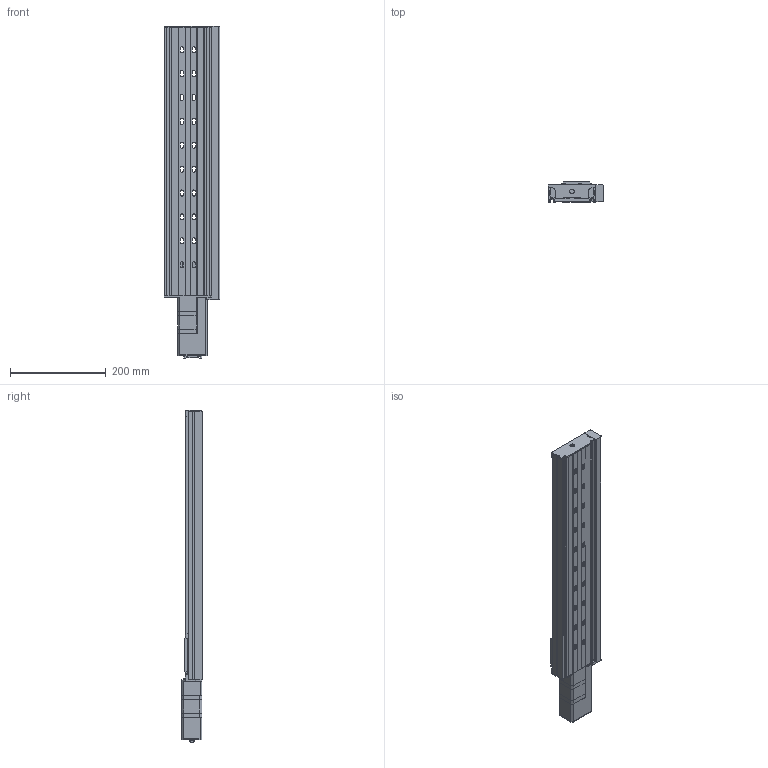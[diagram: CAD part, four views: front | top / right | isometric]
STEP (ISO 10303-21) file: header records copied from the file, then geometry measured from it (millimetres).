
FILE_DESCRIPTION (( 'STEP AP203' ), '1' );
FILE_NAME ('LRQ450xL-DE51T10A.step', '2023-05-17T23:58:03', ( '' ), ( '' ), 'SwSTEP 2.0', 'SolidWorks 2019', '' );
FILE_SCHEMA (( 'CONFIG_CONTROL_DESIGN' ));
Length unit declared in the file: millimetre
Products named in the file (4): NMS17_motor^LRQ_LRQ-T10A; LRQ_base^LRQ_LRQ450L-DE; LRQ_carriage^LRQ_LRQ; LRQ450xL-DE51T10A
Assembly tree (3 placements, depth 2):
  LRQ450xL-DE51T10A
    LRQ_base^LRQ_LRQ450L-DE
    LRQ_carriage^LRQ_LRQ
    NMS17_motor^LRQ_LRQ-T10A
Bounding box: 117.1 x 42.5 x 695.01 mm (x, y, z)
Volume: 1477470.9 mm3; surface area: 462904 mm2
Topology: 35 solids, 35 shells, 1005 faces, 2532 edges, 1677 vertices
Faces by surface type: plane 610, cylinder 361, cone 26, torus 8
Entity records: 30957 total; most frequent: CARTESIAN_POINT 5536, DIRECTION 5291, ORIENTED_EDGE 5048, EDGE_CURVE 2524, AXIS2_PLACEMENT_3D 1796, VECTOR 1699, LINE 1699, VERTEX_POINT 1677
